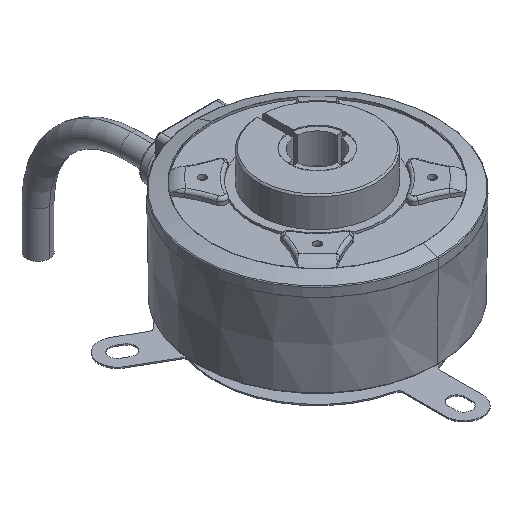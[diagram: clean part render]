
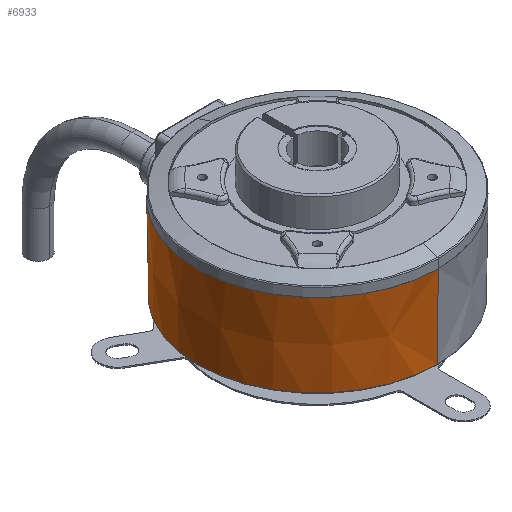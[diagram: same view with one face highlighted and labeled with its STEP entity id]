
A CAD part, isometric view. The second image highlights one B-rep face of the part: STEP entity #6933.
In plain terms, the highlighted conical face has half-angle 0.6 degrees and reference radius 25.812 mm.
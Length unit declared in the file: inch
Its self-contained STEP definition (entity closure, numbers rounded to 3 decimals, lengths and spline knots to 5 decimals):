
#365 = CARTESIAN_POINT ( 'NONE',  ( -0.27559, 0.98583, -0.07874 ) ) ;
#470 = CARTESIAN_POINT ( 'NONE',  ( -0.2076, 0.99627, -0.65458 ) ) ;
#916 = DIRECTION ( 'NONE',  ( 0., 0., 1. ) ) ;
#1118 = CARTESIAN_POINT ( 'NONE',  ( 0., -1.02362, -0.07874 ) ) ;
#1649 = VERTEX_POINT ( 'NONE', #1118 ) ;
#1769 = ORIENTED_EDGE ( 'NONE', *, *, #12289, .F. ) ;
#1825 = B_SPLINE_CURVE_WITH_KNOTS ( 'NONE', 3,
 ( #10773, #2433, #3757, #8689, #10874, #7037, #7484, #5834, #12521, #13734, #18738, #10448, #15461, #470, #14658, #21189, #19446, #3053, #11373, #4589, #16412, #4476, #9637, #4702 ),
 .UNSPECIFIED., .F., .F.,
 ( 4, 2, 2, 2, 2, 2, 2, 2, 2, 2, 2, 4 ),
 ( 0.01099, 0.01236, 0.01374, 0.01442, 0.01511, 0.01579, 0.01648, 0.01785, 0.01922, 0.0206, 0.02128, 0.02197 ),
 .UNSPECIFIED. ) ;
#1943 = DIRECTION ( 'NONE',  ( 0., -0.01, 1. ) ) ;
#2366 = EDGE_CURVE ( 'NONE', #17004, #1649, #17035, .T. ) ;
#2433 = CARTESIAN_POINT ( 'NONE',  ( -0.01805, 1.01661, -0.74803 ) ) ;
#2488 = AXIS2_PLACEMENT_3D ( 'NONE', #17886, #916, #2556 ) ;
#2556 = DIRECTION ( 'NONE',  ( 0., -1., 0. ) ) ;
#3053 = CARTESIAN_POINT ( 'NONE',  ( -0.26137, 0.98449, -0.56166 ) ) ;
#3069 = VERTEX_POINT ( 'NONE', #4809 ) ;
#3093 = VERTEX_POINT ( 'NONE', #11153 ) ;
#3416 = CARTESIAN_POINT ( 'NONE',  ( -0.27559, 0.98154, -0.47244 ) ) ;
#3468 = LINE ( 'NONE', #14986, #15790 ) ;
#3667 = CARTESIAN_POINT ( 'NONE',  ( 0., 0., -0.07874 ) ) ;
#3757 = CARTESIAN_POINT ( 'NONE',  ( -0.03638, 1.01614, -0.74621 ) ) ;
#4476 = CARTESIAN_POINT ( 'NONE',  ( -0.27514, 0.98147, -0.49068 ) ) ;
#4589 = CARTESIAN_POINT ( 'NONE',  ( -0.27197, 0.98206, -0.51788 ) ) ;
#4702 = CARTESIAN_POINT ( 'NONE',  ( -0.27559, 0.98154, -0.47244 ) ) ;
#4809 = CARTESIAN_POINT ( 'NONE',  ( 0., 1.01623, -0.78427 ) ) ;
#5202 = DIRECTION ( 'NONE',  ( 0., -1., 0. ) ) ;
#5406 = B_SPLINE_CURVE_WITH_KNOTS ( 'NONE', 3,
 ( #3416, #13709, #17077, #13817 ),
 .UNSPECIFIED., .F., .F.,
 ( 4, 4 ),
 ( 0.01017, 0.02017 ),
 .UNSPECIFIED. ) ;
#5834 = CARTESIAN_POINT ( 'NONE',  ( -0.13813, 1.00761, -0.71109 ) ) ;
#6380 = ORIENTED_EDGE ( 'NONE', *, *, #15074, .F. ) ;
#6732 = VERTEX_POINT ( 'NONE', #13872 ) ;
#6933 = ADVANCED_FACE ( 'NONE', ( #20493 ), #18214, .T. ) ;
#7037 = CARTESIAN_POINT ( 'NONE',  ( -0.11403, 1.01049, -0.7235 ) ) ;
#7060 = DIRECTION ( 'NONE',  ( 0., 0., 1. ) ) ;
#7382 = CARTESIAN_POINT ( 'NONE',  ( 0., -1.01623, -0.78427 ) ) ;
#7484 = CARTESIAN_POINT ( 'NONE',  ( -0.12226, 1.00957, -0.71959 ) ) ;
#8409 = ORIENTED_EDGE ( 'NONE', *, *, #2366, .T. ) ;
#8689 = CARTESIAN_POINT ( 'NONE',  ( -0.07174, 1.01433, -0.73914 ) ) ;
#8712 = DIRECTION ( 'NONE',  ( 0., -1., 0. ) ) ;
#8795 = AXIS2_PLACEMENT_3D ( 'NONE', #20171, #7060, #5202 ) ;
#9637 = CARTESIAN_POINT ( 'NONE',  ( -0.27559, 0.98144, -0.48158 ) ) ;
#10448 = CARTESIAN_POINT ( 'NONE',  ( -0.18176, 1.00098, -0.67979 ) ) ;
#10773 = CARTESIAN_POINT ( 'NONE',  ( 0., 1.01661, -0.74803 ) ) ;
#10874 = CARTESIAN_POINT ( 'NONE',  ( -0.08895, 1.013, -0.73391 ) ) ;
#11153 = CARTESIAN_POINT ( 'NONE',  ( 0., 1.01661, -0.74803 ) ) ;
#11373 = CARTESIAN_POINT ( 'NONE',  ( -0.26662, 0.98324, -0.54449 ) ) ;
#11707 = CARTESIAN_POINT ( 'NONE',  ( 0., -1.01623, -0.78427 ) ) ;
#11931 = CIRCLE ( 'NONE', #2488, 1.01623 ) ;
#12289 = EDGE_CURVE ( 'NONE', #13425, #1649, #13735, .T. ) ;
#12521 = CARTESIAN_POINT ( 'NONE',  ( -0.14581, 1.00657, -0.70647 ) ) ;
#13425 = VERTEX_POINT ( 'NONE', #365 ) ;
#13709 = CARTESIAN_POINT ( 'NONE',  ( -0.27559, 0.98297, -0.34121 ) ) ;
#13734 = CARTESIAN_POINT ( 'NONE',  ( -0.16068, 1.00441, -0.69652 ) ) ;
#13735 = CIRCLE ( 'NONE', #15118, 1.02362 ) ;
#13817 = CARTESIAN_POINT ( 'NONE',  ( -0.27559, 0.98583, -0.07874 ) ) ;
#13872 = CARTESIAN_POINT ( 'NONE',  ( -0.27559, 0.98154, -0.47244 ) ) ;
#14184 = ORIENTED_EDGE ( 'NONE', *, *, #18296, .F. ) ;
#14658 = CARTESIAN_POINT ( 'NONE',  ( -0.21894, 0.99396, -0.64077 ) ) ;
#14959 = VECTOR ( 'NONE', #1943, 39.37008 ) ;
#14986 = CARTESIAN_POINT ( 'NONE',  ( 0., 1.01623, -0.78427 ) ) ;
#15074 = EDGE_CURVE ( 'NONE', #6732, #13425, #5406, .T. ) ;
#15118 = AXIS2_PLACEMENT_3D ( 'NONE', #3667, #17014, #8712 ) ;
#15461 = CARTESIAN_POINT ( 'NONE',  ( -0.18849, 0.9998, -0.6737 ) ) ;
#15790 = VECTOR ( 'NONE', #16817, 39.37008 ) ;
#16246 = EDGE_CURVE ( 'NONE', #3069, #3093, #3468, .T. ) ;
#16412 = CARTESIAN_POINT ( 'NONE',  ( -0.27333, 0.98178, -0.50882 ) ) ;
#16817 = DIRECTION ( 'NONE',  ( 0., 0.01, 1. ) ) ;
#17004 = VERTEX_POINT ( 'NONE', #7382 ) ;
#17014 = DIRECTION ( 'NONE',  ( 0., 0., 1. ) ) ;
#17035 = LINE ( 'NONE', #11707, #14959 ) ;
#17077 = CARTESIAN_POINT ( 'NONE',  ( -0.27559, 0.9844, -0.20997 ) ) ;
#17186 = EDGE_LOOP ( 'NONE', ( #18128, #21115, #8409, #1769, #6380, #14184 ) ) ;
#17886 = CARTESIAN_POINT ( 'NONE',  ( 0., 0., -0.78427 ) ) ;
#18128 = ORIENTED_EDGE ( 'NONE', *, *, #16246, .F. ) ;
#18214 = CONICAL_SURFACE ( 'NONE', #8795, 1.01623, 0.01 ) ;
#18296 = EDGE_CURVE ( 'NONE', #3093, #6732, #1825, .T. ) ;
#18738 = CARTESIAN_POINT ( 'NONE',  ( -0.16787, 1.00329, -0.69119 ) ) ;
#19446 = CARTESIAN_POINT ( 'NONE',  ( -0.24755, 0.98769, -0.59488 ) ) ;
#20171 = CARTESIAN_POINT ( 'NONE',  ( 0., 0., -0.78427 ) ) ;
#20493 = FACE_OUTER_BOUND ( 'NONE', #17186, .T. ) ;
#21115 = ORIENTED_EDGE ( 'NONE', *, *, #21166, .T. ) ;
#21166 = EDGE_CURVE ( 'NONE', #3069, #17004, #11931, .T. ) ;
#21189 = CARTESIAN_POINT ( 'NONE',  ( -0.23889, 0.98967, -0.61101 ) ) ;
